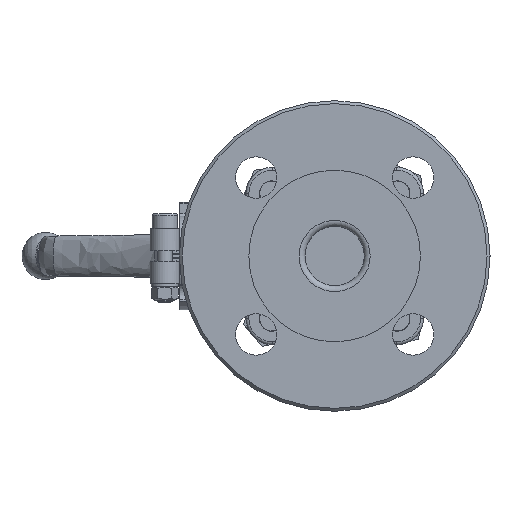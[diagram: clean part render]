
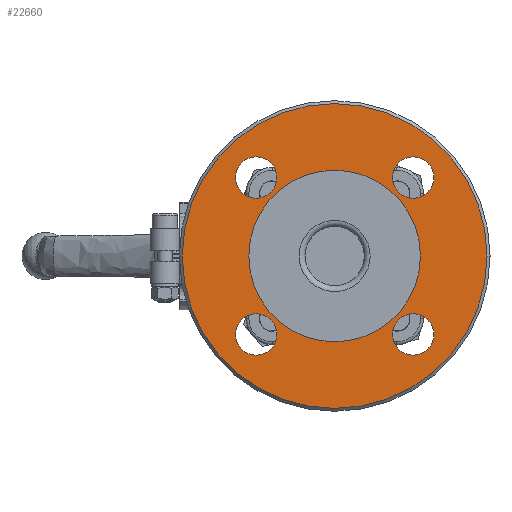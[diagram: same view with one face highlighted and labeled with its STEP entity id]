
A CAD part, left-side view. The second image highlights one B-rep face of the part: STEP entity #22660.
In plain terms, the highlighted planar face has unit normal (-1, 0, 0).
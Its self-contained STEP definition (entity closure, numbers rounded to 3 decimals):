
#1531=FACE_BOUND('',#3892,.T.);
#1532=FACE_BOUND('',#3893,.T.);
#1533=FACE_BOUND('',#3894,.T.);
#1534=FACE_BOUND('',#3895,.T.);
#1535=FACE_BOUND('',#3896,.T.);
#1780=PLANE('',#24101);
#2551=FACE_OUTER_BOUND('',#3891,.T.);
#3891=EDGE_LOOP('',(#16429));
#3892=EDGE_LOOP('',(#16430));
#3893=EDGE_LOOP('',(#16431));
#3894=EDGE_LOOP('',(#16432));
#3895=EDGE_LOOP('',(#16433));
#3896=EDGE_LOOP('',(#16434));
#5146=CIRCLE('',#24100,51.5);
#5147=CIRCLE('',#24102,7.);
#5148=CIRCLE('',#24103,7.);
#5149=CIRCLE('',#24104,7.);
#5150=CIRCLE('',#24105,7.);
#5151=CIRCLE('',#24106,29.);
#9525=VERTEX_POINT('',#35871);
#9526=VERTEX_POINT('',#35875);
#9527=VERTEX_POINT('',#35877);
#9528=VERTEX_POINT('',#35879);
#9529=VERTEX_POINT('',#35881);
#9530=VERTEX_POINT('',#35883);
#12023=EDGE_CURVE('',#9525,#9525,#5146,.T.);
#12024=EDGE_CURVE('',#9526,#9526,#5147,.T.);
#12025=EDGE_CURVE('',#9527,#9527,#5148,.T.);
#12026=EDGE_CURVE('',#9528,#9528,#5149,.T.);
#12027=EDGE_CURVE('',#9529,#9529,#5150,.T.);
#12028=EDGE_CURVE('',#9530,#9530,#5151,.T.);
#16429=ORIENTED_EDGE('',*,*,#12023,.F.);
#16430=ORIENTED_EDGE('',*,*,#12024,.T.);
#16431=ORIENTED_EDGE('',*,*,#12025,.T.);
#16432=ORIENTED_EDGE('',*,*,#12026,.T.);
#16433=ORIENTED_EDGE('',*,*,#12027,.T.);
#16434=ORIENTED_EDGE('',*,*,#12028,.T.);
#22660=ADVANCED_FACE('',(#2551,#1531,#1532,#1533,#1534,#1535),#1780,.T.);
#24100=AXIS2_PLACEMENT_3D('',#35873,#27088,#27089);
#24101=AXIS2_PLACEMENT_3D('',#35874,#27090,#27091);
#24102=AXIS2_PLACEMENT_3D('',#35876,#27092,#27093);
#24103=AXIS2_PLACEMENT_3D('',#35878,#27094,#27095);
#24104=AXIS2_PLACEMENT_3D('',#35880,#27096,#27097);
#24105=AXIS2_PLACEMENT_3D('',#35882,#27098,#27099);
#24106=AXIS2_PLACEMENT_3D('',#35884,#27100,#27101);
#27088=DIRECTION('center_axis',(1.,0.,0.));
#27089=DIRECTION('ref_axis',(0.,1.,0.));
#27090=DIRECTION('center_axis',(-1.,0.,0.));
#27091=DIRECTION('ref_axis',(0.,0.,1.));
#27092=DIRECTION('center_axis',(1.,0.,0.));
#27093=DIRECTION('ref_axis',(0.,0.,1.));
#27094=DIRECTION('center_axis',(1.,0.,0.));
#27095=DIRECTION('ref_axis',(0.,0.,1.));
#27096=DIRECTION('center_axis',(1.,0.,0.));
#27097=DIRECTION('ref_axis',(0.,0.,1.));
#27098=DIRECTION('center_axis',(1.,0.,0.));
#27099=DIRECTION('ref_axis',(0.,0.,1.));
#27100=DIRECTION('center_axis',(1.,0.,0.));
#27101=DIRECTION('ref_axis',(0.,1.,0.));
#35871=CARTESIAN_POINT('',(2.,-51.5,0.));
#35873=CARTESIAN_POINT('Origin',(2.,0.,
0.));
#35874=CARTESIAN_POINT('Origin',(2.,40.25,0.));
#35875=CARTESIAN_POINT('',(2.,26.517,19.517));
#35876=CARTESIAN_POINT('Origin',(2.,26.517,26.517));
#35877=CARTESIAN_POINT('',(2.,-26.517,19.517));
#35878=CARTESIAN_POINT('Origin',(2.,-26.517,26.517));
#35879=CARTESIAN_POINT('',(2.,-26.517,-33.517));
#35880=CARTESIAN_POINT('Origin',(2.,-26.517,-26.517));
#35881=CARTESIAN_POINT('',(2.,26.517,-33.517));
#35882=CARTESIAN_POINT('Origin',(2.,26.517,-26.517));
#35883=CARTESIAN_POINT('',(2.,-29.,0.));
#35884=CARTESIAN_POINT('Origin',(2.,0.,0.));
